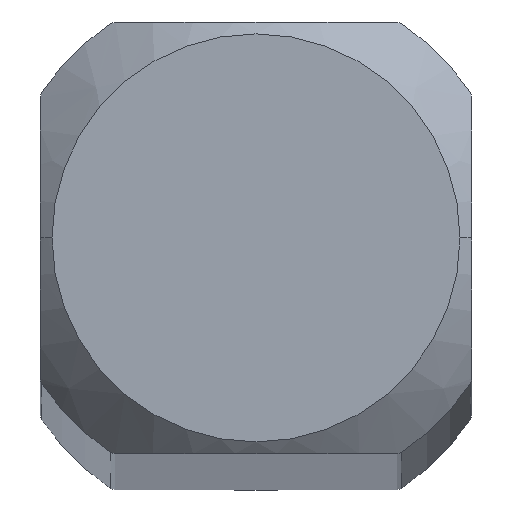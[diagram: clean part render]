
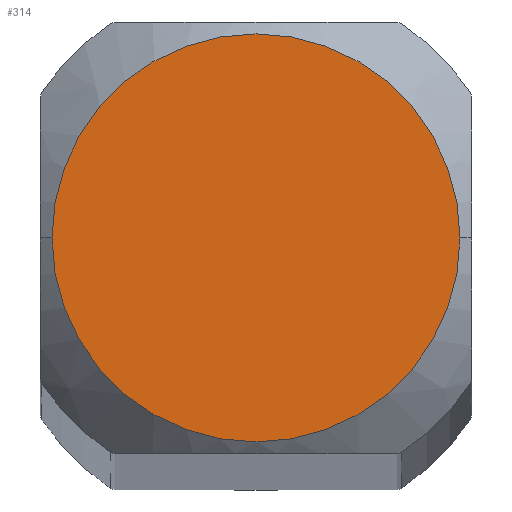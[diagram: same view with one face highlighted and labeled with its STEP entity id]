
A CAD part, top view. The second image highlights one B-rep face of the part: STEP entity #314.
In plain terms, the highlighted planar face has unit normal (0, 0, 1).
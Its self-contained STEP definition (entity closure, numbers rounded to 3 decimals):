
#183 = EDGE_LOOP ( 'NONE', ( #531, #526 ) ) ;
#203 = CIRCLE ( 'NONE', #360, 3. ) ;
#226 = DIRECTION ( 'NONE',  ( 1., 0., 0. ) ) ;
#314 = ADVANCED_FACE ( 'NONE', ( #389 ), #485, .T. ) ;
#341 = CIRCLE ( 'NONE', #533, 3. ) ;
#360 = AXIS2_PLACEMENT_3D ( 'NONE', #894, #420, #226 ) ;
#389 = FACE_OUTER_BOUND ( 'NONE', #183, .T. ) ;
#420 = DIRECTION ( 'NONE',  ( 0., 0., 1. ) ) ;
#460 = CARTESIAN_POINT ( 'NONE',  ( 0., 0., 304.8 ) ) ;
#472 = DIRECTION ( 'NONE',  ( 0., 0., 1. ) ) ;
#479 = CARTESIAN_POINT ( 'NONE',  ( 0., 0., 304.8 ) ) ;
#485 = PLANE ( 'NONE',  #684 ) ;
#493 = DIRECTION ( 'NONE',  ( 1., 0., 0. ) ) ;
#526 = ORIENTED_EDGE ( 'NONE', *, *, #890, .T. ) ;
#531 = ORIENTED_EDGE ( 'NONE', *, *, #786, .T. ) ;
#533 = AXIS2_PLACEMENT_3D ( 'NONE', #460, #731, #694 ) ;
#592 = CARTESIAN_POINT ( 'NONE',  ( -3., 0., 304.8 ) ) ;
#605 = CARTESIAN_POINT ( 'NONE',  ( 3., 0., 304.8 ) ) ;
#670 = VERTEX_POINT ( 'NONE', #592 ) ;
#672 = VERTEX_POINT ( 'NONE', #605 ) ;
#684 = AXIS2_PLACEMENT_3D ( 'NONE', #479, #472, #493 ) ;
#694 = DIRECTION ( 'NONE',  ( 1., 0., 0. ) ) ;
#731 = DIRECTION ( 'NONE',  ( 0., 0., 1. ) ) ;
#786 = EDGE_CURVE ( 'NONE', #672, #670, #341, .T. ) ;
#890 = EDGE_CURVE ( 'NONE', #670, #672, #203, .T. ) ;
#894 = CARTESIAN_POINT ( 'NONE',  ( 0., 0., 304.8 ) ) ;
